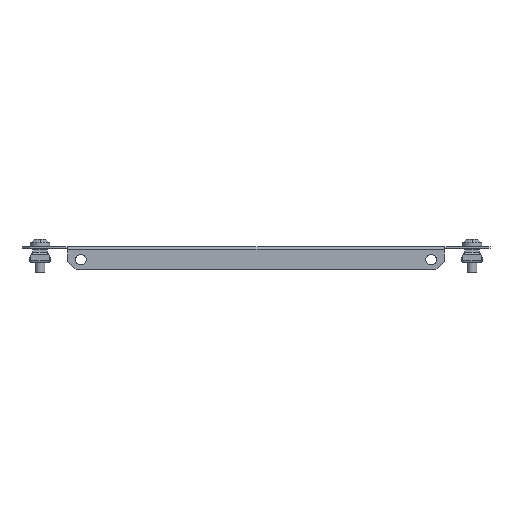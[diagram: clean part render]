
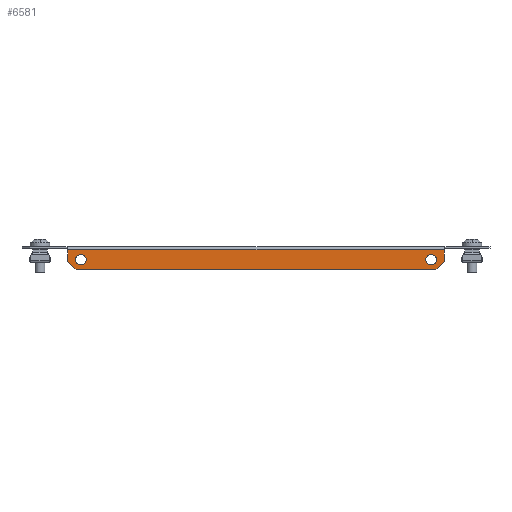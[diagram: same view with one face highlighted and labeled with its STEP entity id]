
A CAD part, front view. The second image highlights one B-rep face of the part: STEP entity #6581.
In plain terms, the highlighted planar face has unit normal (0, -1, 0).
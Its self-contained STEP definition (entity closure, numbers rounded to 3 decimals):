
#18 = VECTOR ( 'NONE', #3895, 1000. ) ;
#62 = DIRECTION ( 'NONE',  ( 0., 0., 1. ) ) ;
#146 = EDGE_LOOP ( 'NONE', ( #1217, #7834, #4135, #3651, #1954, #5244 ) ) ;
#181 = DIRECTION ( 'NONE',  ( 0., 0., 1. ) ) ;
#264 = CARTESIAN_POINT ( 'NONE',  ( 107., -74.5, -11.25 ) ) ;
#554 = EDGE_CURVE ( 'NONE', #4716, #5671, #5218, .T. ) ;
#621 = DIRECTION ( 'NONE',  ( 0., 0., -1. ) ) ;
#732 = CARTESIAN_POINT ( 'NONE',  ( 62., -74.5, -62. ) ) ;
#795 = DIRECTION ( 'NONE',  ( 0., 0., 1. ) ) ;
#1043 = CARTESIAN_POINT ( 'NONE',  ( 107., -74.5, -4.75 ) ) ;
#1140 = CARTESIAN_POINT ( 'NONE',  ( 115., -74.5, -9. ) ) ;
#1217 = ORIENTED_EDGE ( 'NONE', *, *, #6250, .T. ) ;
#1235 = LINE ( 'NONE', #6076, #7608 ) ;
#1331 = CARTESIAN_POINT ( 'NONE',  ( 107., -74.5, -8. ) ) ;
#1541 = AXIS2_PLACEMENT_3D ( 'NONE', #3829, #4362, #6876 ) ;
#1566 = LINE ( 'NONE', #7777, #7114 ) ;
#1664 = ORIENTED_EDGE ( 'NONE', *, *, #8008, .F. ) ;
#1697 = CIRCLE ( 'NONE', #6692, 3.25 ) ;
#1714 = VERTEX_POINT ( 'NONE', #7717 ) ;
#1891 = VERTEX_POINT ( 'NONE', #6144 ) ;
#1954 = ORIENTED_EDGE ( 'NONE', *, *, #2930, .T. ) ;
#2277 = DIRECTION ( 'NONE',  ( 0.707, 0., -0.707 ) ) ;
#2339 = VERTEX_POINT ( 'NONE', #2359 ) ;
#2359 = CARTESIAN_POINT ( 'NONE',  ( -115., -74.5, -2. ) ) ;
#2625 = VECTOR ( 'NONE', #621, 1000. ) ;
#2643 = DIRECTION ( 'NONE',  ( 0., -1., 0. ) ) ;
#2771 = LINE ( 'NONE', #7788, #5564 ) ;
#2930 = EDGE_CURVE ( 'NONE', #2339, #1714, #3747, .T. ) ;
#3069 = ORIENTED_EDGE ( 'NONE', *, *, #554, .T. ) ;
#3081 = CIRCLE ( 'NONE', #7404, 3.25 ) ;
#3147 = EDGE_CURVE ( 'NONE', #5671, #4716, #1697, .T. ) ;
#3294 = DIRECTION ( 'NONE',  ( 0., -1., 0. ) ) ;
#3311 = CARTESIAN_POINT ( 'NONE',  ( -110., -74.5, -14. ) ) ;
#3651 = ORIENTED_EDGE ( 'NONE', *, *, #3980, .T. ) ;
#3711 = FACE_BOUND ( 'NONE', #5061, .T. ) ;
#3747 = LINE ( 'NONE', #6254, #2625 ) ;
#3756 = DIRECTION ( 'NONE',  ( 0., -1., 0. ) ) ;
#3829 = CARTESIAN_POINT ( 'NONE',  ( -107., -74.5, -8. ) ) ;
#3895 = DIRECTION ( 'NONE',  ( 0.707, 0., 0.707 ) ) ;
#3980 = EDGE_CURVE ( 'NONE', #7302, #2339, #1235, .T. ) ;
#4112 = DIRECTION ( 'NONE',  ( 1., 0., 0. ) ) ;
#4135 = ORIENTED_EDGE ( 'NONE', *, *, #7455, .T. ) ;
#4246 = AXIS2_PLACEMENT_3D ( 'NONE', #6416, #3294, #6338 ) ;
#4362 = DIRECTION ( 'NONE',  ( 0., 1., 0. ) ) ;
#4435 = VERTEX_POINT ( 'NONE', #1140 ) ;
#4460 = CARTESIAN_POINT ( 'NONE',  ( 115., -74.5, 0. ) ) ;
#4628 = VERTEX_POINT ( 'NONE', #3311 ) ;
#4640 = CIRCLE ( 'NONE', #4246, 3.25 ) ;
#4716 = VERTEX_POINT ( 'NONE', #7324 ) ;
#4789 = CARTESIAN_POINT ( 'NONE',  ( 115., -74.5, -2. ) ) ;
#4952 = CARTESIAN_POINT ( 'NONE',  ( -107., -74.5, -8. ) ) ;
#4965 = ORIENTED_EDGE ( 'NONE', *, *, #3147, .T. ) ;
#5061 = EDGE_LOOP ( 'NONE', ( #1664, #5191 ) ) ;
#5102 = FACE_OUTER_BOUND ( 'NONE', #146, .T. ) ;
#5109 = LINE ( 'NONE', #4460, #5819 ) ;
#5191 = ORIENTED_EDGE ( 'NONE', *, *, #7950, .F. ) ;
#5218 = CIRCLE ( 'NONE', #1541, 3.25 ) ;
#5244 = ORIENTED_EDGE ( 'NONE', *, *, #7258, .T. ) ;
#5564 = VECTOR ( 'NONE', #2277, 1000. ) ;
#5671 = VERTEX_POINT ( 'NONE', #6939 ) ;
#5737 = EDGE_CURVE ( 'NONE', #1891, #4435, #6358, .T. ) ;
#5819 = VECTOR ( 'NONE', #795, 1000. ) ;
#5903 = VERTEX_POINT ( 'NONE', #1043 ) ;
#5930 = AXIS2_PLACEMENT_3D ( 'NONE', #7654, #2643, #62 ) ;
#6076 = CARTESIAN_POINT ( 'NONE',  ( 0., -74.5, -2. ) ) ;
#6144 = CARTESIAN_POINT ( 'NONE',  ( 110., -74.5, -14. ) ) ;
#6231 = EDGE_LOOP ( 'NONE', ( #3069, #4965 ) ) ;
#6250 = EDGE_CURVE ( 'NONE', #4628, #1891, #1566, .T. ) ;
#6254 = CARTESIAN_POINT ( 'NONE',  ( -115., -74.5, 0. ) ) ;
#6262 = PLANE ( 'NONE',  #5930 ) ;
#6338 = DIRECTION ( 'NONE',  ( 0., 0., 1. ) ) ;
#6358 = LINE ( 'NONE', #732, #18 ) ;
#6416 = CARTESIAN_POINT ( 'NONE',  ( 107., -74.5, -8. ) ) ;
#6581 = ADVANCED_FACE ( 'NONE', ( #3711, #8109, #5102 ), #6262, .T. ) ;
#6692 = AXIS2_PLACEMENT_3D ( 'NONE', #4952, #6773, #7424 ) ;
#6773 = DIRECTION ( 'NONE',  ( 0., 1., 0. ) ) ;
#6876 = DIRECTION ( 'NONE',  ( 0., 0., 1. ) ) ;
#6939 = CARTESIAN_POINT ( 'NONE',  ( -107., -74.5, -11.25 ) ) ;
#7114 = VECTOR ( 'NONE', #4112, 1000. ) ;
#7258 = EDGE_CURVE ( 'NONE', #1714, #4628, #2771, .T. ) ;
#7302 = VERTEX_POINT ( 'NONE', #4789 ) ;
#7324 = CARTESIAN_POINT ( 'NONE',  ( -107., -74.5, -4.75 ) ) ;
#7404 = AXIS2_PLACEMENT_3D ( 'NONE', #1331, #3756, #181 ) ;
#7424 = DIRECTION ( 'NONE',  ( 0., 0., 1. ) ) ;
#7455 = EDGE_CURVE ( 'NONE', #4435, #7302, #5109, .T. ) ;
#7562 = VERTEX_POINT ( 'NONE', #264 ) ;
#7608 = VECTOR ( 'NONE', #8099, 1000. ) ;
#7654 = CARTESIAN_POINT ( 'NONE',  ( 0., -74.5, 0. ) ) ;
#7717 = CARTESIAN_POINT ( 'NONE',  ( -115., -74.5, -9. ) ) ;
#7777 = CARTESIAN_POINT ( 'NONE',  ( 0., -74.5, -14. ) ) ;
#7788 = CARTESIAN_POINT ( 'NONE',  ( -62., -74.5, -62. ) ) ;
#7834 = ORIENTED_EDGE ( 'NONE', *, *, #5737, .T. ) ;
#7950 = EDGE_CURVE ( 'NONE', #7562, #5903, #3081, .T. ) ;
#8008 = EDGE_CURVE ( 'NONE', #5903, #7562, #4640, .T. ) ;
#8099 = DIRECTION ( 'NONE',  ( -1., 0., 0. ) ) ;
#8109 = FACE_BOUND ( 'NONE', #6231, .T. ) ;
